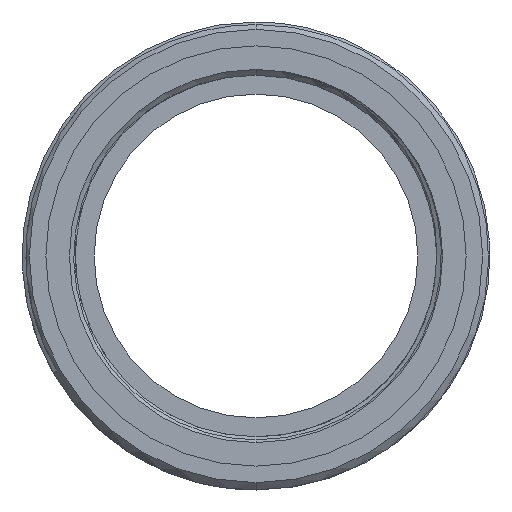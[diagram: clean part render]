
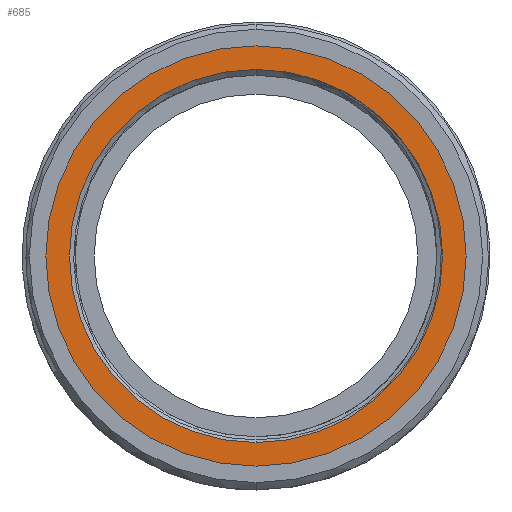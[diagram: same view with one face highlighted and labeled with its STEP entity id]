
A CAD part, left-side view. The second image highlights one B-rep face of the part: STEP entity #685.
In plain terms, the highlighted planar face has unit normal (-1, 0, 0).
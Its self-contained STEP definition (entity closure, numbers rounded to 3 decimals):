
#24 = AXIS2_PLACEMENT_3D ( 'NONE', #2534, #2579, #4979 ) ;
#179 = AXIS2_PLACEMENT_3D ( 'NONE', #1548, #5662, #4973 ) ;
#322 = CARTESIAN_POINT ( 'NONE',  ( -30.456, 0., 42.851 ) ) ;
#542 = DIRECTION ( 'NONE',  ( 0., 0., 1. ) ) ;
#685 = ADVANCED_FACE ( 'NONE', ( #3769, #3734 ), #5558, .F. ) ;
#1108 = ORIENTED_EDGE ( 'NONE', *, *, #3849, .F. ) ;
#1143 = CIRCLE ( 'NONE', #7534, 42.851 ) ;
#1473 = DIRECTION ( 'NONE',  ( -1., 0., 0. ) ) ;
#1548 = CARTESIAN_POINT ( 'NONE',  ( -30.456, 0., 0. ) ) ;
#1635 = CARTESIAN_POINT ( 'NONE',  ( -30.456, 0., 38.05 ) ) ;
#1648 = EDGE_LOOP ( 'NONE', ( #1108, #3059 ) ) ;
#2001 = EDGE_CURVE ( 'NONE', #7137, #5711, #5526, .T. ) ;
#2005 = VERTEX_POINT ( 'NONE', #2943 ) ;
#2534 = CARTESIAN_POINT ( 'NONE',  ( -30.456, 42.851, 0. ) ) ;
#2579 = DIRECTION ( 'NONE',  ( 1., 0., 0. ) ) ;
#2846 = EDGE_CURVE ( 'NONE', #5711, #7137, #1143, .T. ) ;
#2943 = CARTESIAN_POINT ( 'NONE',  ( -30.456, 0., -38.05 ) ) ;
#3036 = AXIS2_PLACEMENT_3D ( 'NONE', #4317, #5903, #542 ) ;
#3059 = ORIENTED_EDGE ( 'NONE', *, *, #5458, .F. ) ;
#3480 = VERTEX_POINT ( 'NONE', #1635 ) ;
#3734 = FACE_OUTER_BOUND ( 'NONE', #6937, .T. ) ;
#3769 = FACE_BOUND ( 'NONE', #1648, .T. ) ;
#3849 = EDGE_CURVE ( 'NONE', #3480, #2005, #7675, .T. ) ;
#4184 = DIRECTION ( 'NONE',  ( 0., 0., 1. ) ) ;
#4317 = CARTESIAN_POINT ( 'NONE',  ( -30.456, 0., 0. ) ) ;
#4473 = CARTESIAN_POINT ( 'NONE',  ( -30.456, 0., 0. ) ) ;
#4614 = ORIENTED_EDGE ( 'NONE', *, *, #2846, .T. ) ;
#4841 = DIRECTION ( 'NONE',  ( -1., 0., 0. ) ) ;
#4973 = DIRECTION ( 'NONE',  ( 0., 0., 1. ) ) ;
#4979 = DIRECTION ( 'NONE',  ( 0., 0., -1. ) ) ;
#5134 = DIRECTION ( 'NONE',  ( 0., 0., 1. ) ) ;
#5458 = EDGE_CURVE ( 'NONE', #2005, #3480, #5920, .T. ) ;
#5526 = CIRCLE ( 'NONE', #3036, 42.851 ) ;
#5558 = PLANE ( 'NONE',  #24 ) ;
#5662 = DIRECTION ( 'NONE',  ( -1., 0., 0. ) ) ;
#5711 = VERTEX_POINT ( 'NONE', #6958 ) ;
#5903 = DIRECTION ( 'NONE',  ( -1., 0., 0. ) ) ;
#5915 = AXIS2_PLACEMENT_3D ( 'NONE', #4473, #1473, #5134 ) ;
#5920 = CIRCLE ( 'NONE', #179, 38.05 ) ;
#5957 = CARTESIAN_POINT ( 'NONE',  ( -30.456, 0., 0. ) ) ;
#6586 = ORIENTED_EDGE ( 'NONE', *, *, #2001, .T. ) ;
#6937 = EDGE_LOOP ( 'NONE', ( #6586, #4614 ) ) ;
#6958 = CARTESIAN_POINT ( 'NONE',  ( -30.456, 0., -42.851 ) ) ;
#7137 = VERTEX_POINT ( 'NONE', #322 ) ;
#7534 = AXIS2_PLACEMENT_3D ( 'NONE', #5957, #4841, #4184 ) ;
#7675 = CIRCLE ( 'NONE', #5915, 38.05 ) ;
